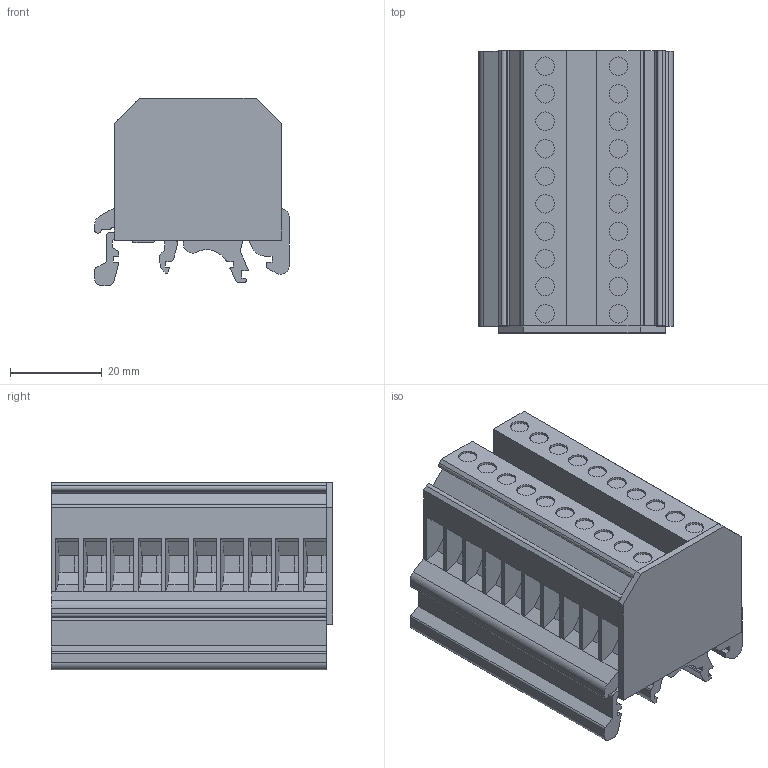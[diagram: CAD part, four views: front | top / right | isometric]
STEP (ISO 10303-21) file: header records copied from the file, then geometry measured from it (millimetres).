
FILE_DESCRIPTION(/* description */ ('Unknown'),/* implementation_level */ '2;1');
FILE_NAME(/* name */ 'DBK2_5-10WAY_GY_3D_SOLID',/* time_stamp */ '2024-11-23T16:30:03+05:00',/* author */ ('Unknown'),/* organization */ ('Unknown'),/* preprocessor_version */ 'ST-DEVELOPER v16.7',/* originating_system */ 'Solid Edge',/* authorisation */ 'Unknown');
FILE_SCHEMA (('AUTOMOTIVE_DESIGN {1 0 10303 214 3 1 1}'));
Length unit declared in the file: millimetre
Products named in the file (1): DBK2_5-10WAY_GY_3D_SOLID
Bounding box: 42.5 x 61.6 x 41 mm (x, y, z)
Volume: 67234.6 mm3; surface area: 24622.4 mm2
Topology: 1 solids, 1 shells, 412 faces, 1125 edges, 738 vertices
Faces by surface type: plane 355, cylinder 57
Full cylindrical faces by diameter (mm): 2.85 x2, 4.05 x20
Entity records: 12721 total; most frequent: CARTESIAN_POINT 2250, ORIENTED_EDGE 2202, DIRECTION 2041, EDGE_CURVE 1101, LINE 987, VECTOR 987, VERTEX_POINT 736, AXIS2_PLACEMENT_3D 527
